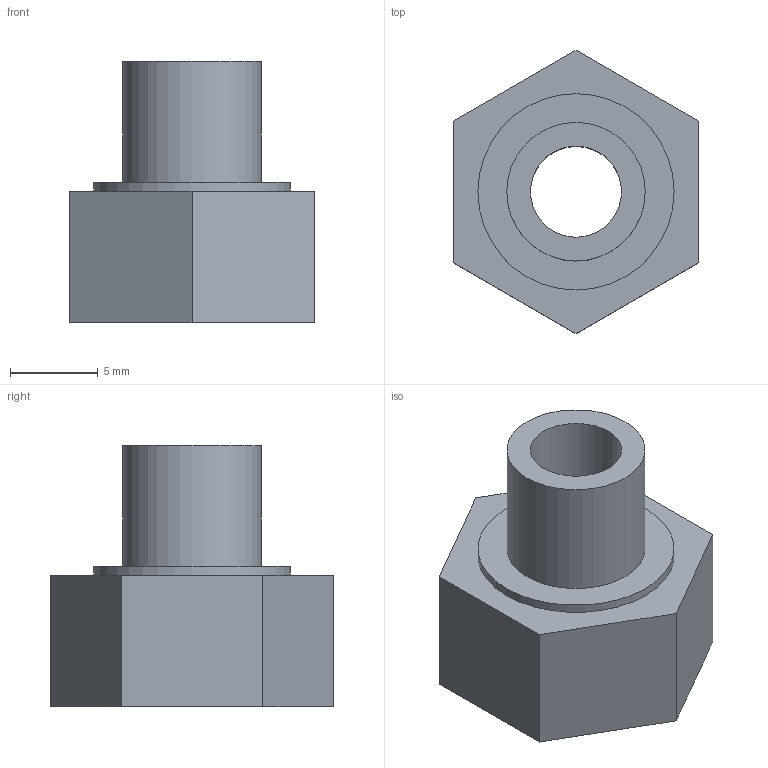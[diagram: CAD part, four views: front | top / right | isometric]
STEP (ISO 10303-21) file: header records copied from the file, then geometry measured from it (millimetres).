
FILE_DESCRIPTION(/* description */ (''),/* implementation_level */ '2;1');
FILE_NAME(/* name */ 'Bearing mount.stp',/* time_stamp */ '2016-12-28T16:58:04-06:00',/* author */ (''),/* organization */ (''),/* preprocessor_version */ 'ST-DEVELOPER v16.5',/* originating_system */ 'Autodesk Translation Framework v5.2.0.2920',/* authorisation */ '');
FILE_SCHEMA (('AUTOMOTIVE_DESIGN { 1 0 10303 214 3 1 1 }'));
Length unit declared in the file: millimetre
Products named in the file (1): Bearing mount(Mirror)
Bounding box: 14 x 16.17 x 14.9 mm (x, y, z)
Volume: 1344.1 mm3; surface area: 1093 mm2
Topology: 1 solids, 1 shells, 13 faces, 27 edges, 18 vertices
Faces by surface type: plane 10, cylinder 3
Full cylindrical faces by diameter (mm): 5.2 x1, 7.9 x1, 11.2 x1
Entity records: 358 total; most frequent: DIRECTION 58, CARTESIAN_POINT 56, ORIENTED_EDGE 48, EDGE_CURVE 24, EDGE_LOOP 20, AXIS2_PLACEMENT_3D 20, LINE 18, VECTOR 18
